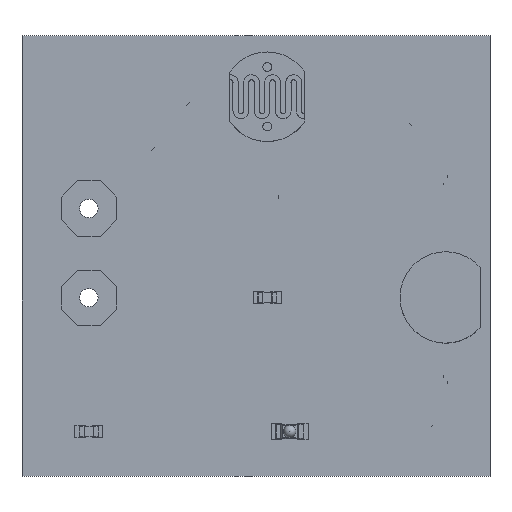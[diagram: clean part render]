
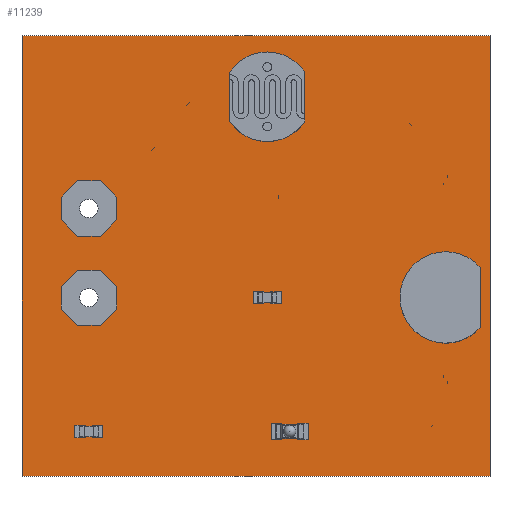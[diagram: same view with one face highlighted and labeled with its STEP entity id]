
A CAD part, top view. The second image highlights one B-rep face of the part: STEP entity #11239.
In plain terms, the highlighted planar face has unit normal (0, 0, 1).
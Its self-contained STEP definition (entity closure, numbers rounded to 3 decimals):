
#476=FACE_BOUND('',#2136,.T.);
#477=FACE_BOUND('',#2137,.T.);
#478=FACE_BOUND('',#2138,.T.);
#479=FACE_BOUND('',#2139,.T.);
#480=FACE_BOUND('',#2140,.T.);
#481=FACE_BOUND('',#2141,.T.);
#482=FACE_BOUND('',#2142,.T.);
#858=PLANE('',#12214);
#1398=FACE_OUTER_BOUND('',#2135,.T.);
#2135=EDGE_LOOP('',(#9651,#9652,#9653,#9654));
#2136=EDGE_LOOP('',(#9655));
#2137=EDGE_LOOP('',(#9656));
#2138=EDGE_LOOP('',(#9657));
#2139=EDGE_LOOP('',(#9658));
#2140=EDGE_LOOP('',(#9659));
#2141=EDGE_LOOP('',(#9660));
#2142=EDGE_LOOP('',(#9661));
#3264=LINE('',#17908,#4475);
#3267=LINE('',#17914,#4478);
#3270=LINE('',#17920,#4481);
#3273=LINE('',#17924,#4484);
#4475=VECTOR('',#14633,10.);
#4478=VECTOR('',#14638,10.);
#4481=VECTOR('',#14643,10.);
#4484=VECTOR('',#14648,10.);
#4969=CIRCLE('',#12191,0.559);
#4971=CIRCLE('',#12194,0.4);
#4973=CIRCLE('',#12197,0.406);
#4975=CIRCLE('',#12200,0.406);
#4977=CIRCLE('',#12203,0.559);
#4979=CIRCLE('',#12206,0.4);
#4981=CIRCLE('',#12209,0.406);
#5773=VERTEX_POINT('',#17862);
#5775=VERTEX_POINT('',#17868);
#5777=VERTEX_POINT('',#17874);
#5779=VERTEX_POINT('',#17880);
#5781=VERTEX_POINT('',#17886);
#5783=VERTEX_POINT('',#17892);
#5785=VERTEX_POINT('',#17898);
#5788=VERTEX_POINT('',#17905);
#5789=VERTEX_POINT('',#17907);
#5791=VERTEX_POINT('',#17913);
#5793=VERTEX_POINT('',#17919);
#7089=EDGE_CURVE('',#5773,#5773,#4969,.T.);
#7092=EDGE_CURVE('',#5775,#5775,#4971,.T.);
#7095=EDGE_CURVE('',#5777,#5777,#4973,.T.);
#7098=EDGE_CURVE('',#5779,#5779,#4975,.T.);
#7101=EDGE_CURVE('',#5781,#5781,#4977,.T.);
#7104=EDGE_CURVE('',#5783,#5783,#4979,.T.);
#7107=EDGE_CURVE('',#5785,#5785,#4981,.T.);
#7110=EDGE_CURVE('',#5789,#5788,#3264,.T.);
#7113=EDGE_CURVE('',#5791,#5789,#3267,.T.);
#7116=EDGE_CURVE('',#5793,#5791,#3270,.T.);
#7119=EDGE_CURVE('',#5788,#5793,#3273,.T.);
#9651=ORIENTED_EDGE('',*,*,#7119,.T.);
#9652=ORIENTED_EDGE('',*,*,#7116,.T.);
#9653=ORIENTED_EDGE('',*,*,#7113,.T.);
#9654=ORIENTED_EDGE('',*,*,#7110,.T.);
#9655=ORIENTED_EDGE('',*,*,#7089,.T.);
#9656=ORIENTED_EDGE('',*,*,#7092,.T.);
#9657=ORIENTED_EDGE('',*,*,#7095,.T.);
#9658=ORIENTED_EDGE('',*,*,#7098,.T.);
#9659=ORIENTED_EDGE('',*,*,#7101,.T.);
#9660=ORIENTED_EDGE('',*,*,#7104,.T.);
#9661=ORIENTED_EDGE('',*,*,#7107,.T.);
#11239=ADVANCED_FACE('',(#1398,#476,#477,#478,#479,#480,#481,#482),#858,
 .T.);
#12191=AXIS2_PLACEMENT_3D('',#17864,#14585,#14586);
#12194=AXIS2_PLACEMENT_3D('',#17870,#14592,#14593);
#12197=AXIS2_PLACEMENT_3D('',#17876,#14599,#14600);
#12200=AXIS2_PLACEMENT_3D('',#17882,#14606,#14607);
#12203=AXIS2_PLACEMENT_3D('',#17888,#14613,#14614);
#12206=AXIS2_PLACEMENT_3D('',#17894,#14620,#14621);
#12209=AXIS2_PLACEMENT_3D('',#17900,#14627,#14628);
#12214=AXIS2_PLACEMENT_3D('',#17925,#14649,#14650);
#14585=DIRECTION('center_axis',(0.,0.,-1.));
#14586=DIRECTION('ref_axis',(1.,0.,0.));
#14592=DIRECTION('center_axis',(0.,0.,-1.));
#14593=DIRECTION('ref_axis',(1.,0.,0.));
#14599=DIRECTION('center_axis',(0.,0.,-1.));
#14600=DIRECTION('ref_axis',(1.,0.,0.));
#14606=DIRECTION('center_axis',(0.,0.,-1.));
#14607=DIRECTION('ref_axis',(1.,0.,0.));
#14613=DIRECTION('center_axis',(0.,0.,-1.));
#14614=DIRECTION('ref_axis',(1.,0.,0.));
#14620=DIRECTION('center_axis',(0.,0.,-1.));
#14621=DIRECTION('ref_axis',(1.,0.,0.));
#14627=DIRECTION('center_axis',(0.,0.,-1.));
#14628=DIRECTION('ref_axis',(1.,0.,0.));
#14633=DIRECTION('',(-1.,0.,0.));
#14638=DIRECTION('',(0.,1.,0.));
#14643=DIRECTION('',(1.,0.,0.));
#14648=DIRECTION('',(0.,-1.,0.));
#14649=DIRECTION('center_axis',(0.,0.,1.));
#14650=DIRECTION('ref_axis',(1.,0.,0.));
#17862=CARTESIAN_POINT('',(8.331,72.39,0.08));
#17864=CARTESIAN_POINT('Origin',(8.89,72.39,0.08));
#17868=CARTESIAN_POINT('',(18.65,77.038,0.08));
#17870=CARTESIAN_POINT('Origin',(19.05,77.038,0.08));
#17874=CARTESIAN_POINT('',(28.804,68.58,0.08));
#17876=CARTESIAN_POINT('Origin',(29.21,68.58,0.08));
#17880=CARTESIAN_POINT('',(28.804,66.04,0.08));
#17882=CARTESIAN_POINT('Origin',(29.21,66.04,0.08));
#17886=CARTESIAN_POINT('',(8.331,67.31,0.08));
#17888=CARTESIAN_POINT('Origin',(8.89,67.31,0.08));
#17892=CARTESIAN_POINT('',(18.65,80.442,0.08));
#17894=CARTESIAN_POINT('Origin',(19.05,80.442,0.08));
#17898=CARTESIAN_POINT('',(26.899,67.31,0.08));
#17900=CARTESIAN_POINT('Origin',(27.305,67.31,0.08));
#17905=CARTESIAN_POINT('',(5.08,82.22,0.08));
#17907=CARTESIAN_POINT('',(31.73,82.22,0.08));
#17908=CARTESIAN_POINT('',(31.73,82.22,0.08));
#17913=CARTESIAN_POINT('',(31.73,57.15,0.08));
#17914=CARTESIAN_POINT('',(31.73,57.15,0.08));
#17919=CARTESIAN_POINT('',(5.08,57.15,0.08));
#17920=CARTESIAN_POINT('',(5.08,57.15,0.08));
#17924=CARTESIAN_POINT('',(5.08,82.22,0.08));
#17925=CARTESIAN_POINT('Origin',(18.405,69.685,0.08));
